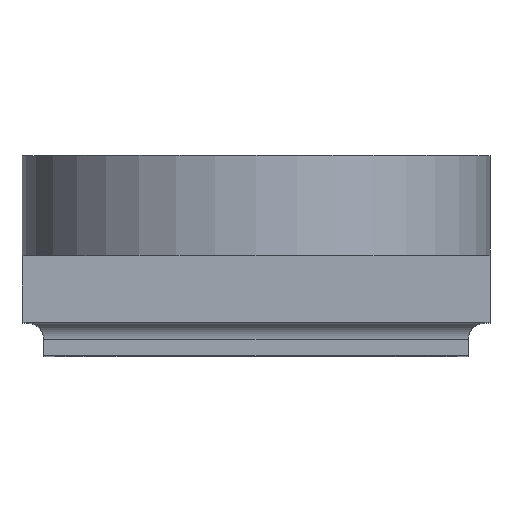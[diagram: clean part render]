
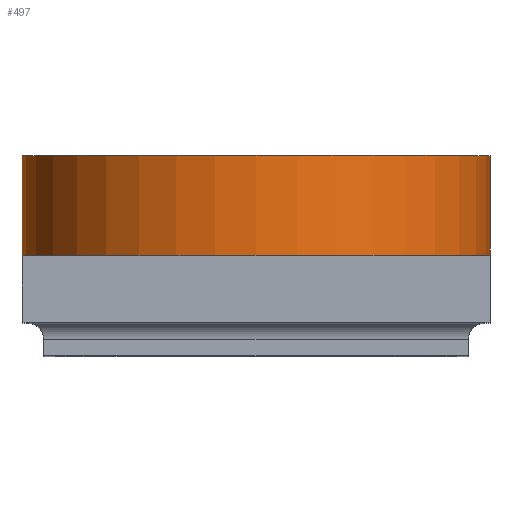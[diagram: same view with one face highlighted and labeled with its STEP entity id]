
A CAD part, top view. The second image highlights one B-rep face of the part: STEP entity #497.
In plain terms, the highlighted cylindrical face has radius 70 mm (diameter 140 mm), a full revolution.
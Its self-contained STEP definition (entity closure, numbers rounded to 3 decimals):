
#25=CIRCLE('',#555,70.);
#26=CIRCLE('',#556,70.);
#27=CIRCLE('',#557,70.);
#28=CIRCLE('',#558,70.);
#29=CIRCLE('',#559,70.);
#76=FACE_OUTER_BOUND('',#106,.T.);
#106=EDGE_LOOP('',(#430,#431,#432,#433,#434,#435,#436));
#167=LINE('',#841,#217);
#217=VECTOR('',#688,70.);
#254=VERTEX_POINT('',#815);
#257=VERTEX_POINT('',#823);
#259=VERTEX_POINT('',#829);
#261=VERTEX_POINT('',#835);
#262=VERTEX_POINT('',#839);
#324=EDGE_CURVE('',#262,#262,#25,.T.);
#325=EDGE_CURVE('',#262,#257,#167,.T.);
#326=EDGE_CURVE('',#257,#254,#26,.T.);
#327=EDGE_CURVE('',#254,#261,#27,.T.);
#328=EDGE_CURVE('',#261,#259,#28,.T.);
#329=EDGE_CURVE('',#259,#257,#29,.T.);
#430=ORIENTED_EDGE('',*,*,#324,.F.);
#431=ORIENTED_EDGE('',*,*,#325,.T.);
#432=ORIENTED_EDGE('',*,*,#326,.T.);
#433=ORIENTED_EDGE('',*,*,#327,.T.);
#434=ORIENTED_EDGE('',*,*,#328,.T.);
#435=ORIENTED_EDGE('',*,*,#329,.T.);
#436=ORIENTED_EDGE('',*,*,#325,.F.);
#476=CYLINDRICAL_SURFACE('',#554,70.);
#497=ADVANCED_FACE('',(#76),#476,.T.);
#554=AXIS2_PLACEMENT_3D('',#838,#684,#685);
#555=AXIS2_PLACEMENT_3D('',#840,#686,#687);
#556=AXIS2_PLACEMENT_3D('',#842,#689,#690);
#557=AXIS2_PLACEMENT_3D('',#843,#691,#692);
#558=AXIS2_PLACEMENT_3D('',#844,#693,#694);
#559=AXIS2_PLACEMENT_3D('',#845,#695,#696);
#684=DIRECTION('center_axis',(0.,1.,0.));
#685=DIRECTION('ref_axis',(1.,0.,0.));
#686=DIRECTION('center_axis',(0.,1.,0.));
#687=DIRECTION('ref_axis',(1.,0.,0.));
#688=DIRECTION('',(0.,-1.,0.));
#689=DIRECTION('center_axis',(0.,1.,0.));
#690=DIRECTION('ref_axis',(1.,0.,0.));
#691=DIRECTION('center_axis',(0.,1.,0.));
#692=DIRECTION('ref_axis',(1.,0.,0.));
#693=DIRECTION('center_axis',(0.,1.,0.));
#694=DIRECTION('ref_axis',(1.,0.,0.));
#695=DIRECTION('center_axis',(0.,1.,0.));
#696=DIRECTION('ref_axis',(1.,0.,0.));
#815=CARTESIAN_POINT('',(0.,0.,70.));
#823=CARTESIAN_POINT('',(-70.,0.,0.));
#829=CARTESIAN_POINT('',(0.,0.,-70.));
#835=CARTESIAN_POINT('',(70.,0.,0.));
#838=CARTESIAN_POINT('Origin',(0.,0.,0.));
#839=CARTESIAN_POINT('',(-70.,30.,0.));
#840=CARTESIAN_POINT('Origin',(0.,30.,0.));
#841=CARTESIAN_POINT('',(-70.,0.,0.));
#842=CARTESIAN_POINT('Origin',(0.,0.,0.));
#843=CARTESIAN_POINT('Origin',(0.,0.,0.));
#844=CARTESIAN_POINT('Origin',(0.,0.,0.));
#845=CARTESIAN_POINT('Origin',(0.,0.,0.));
